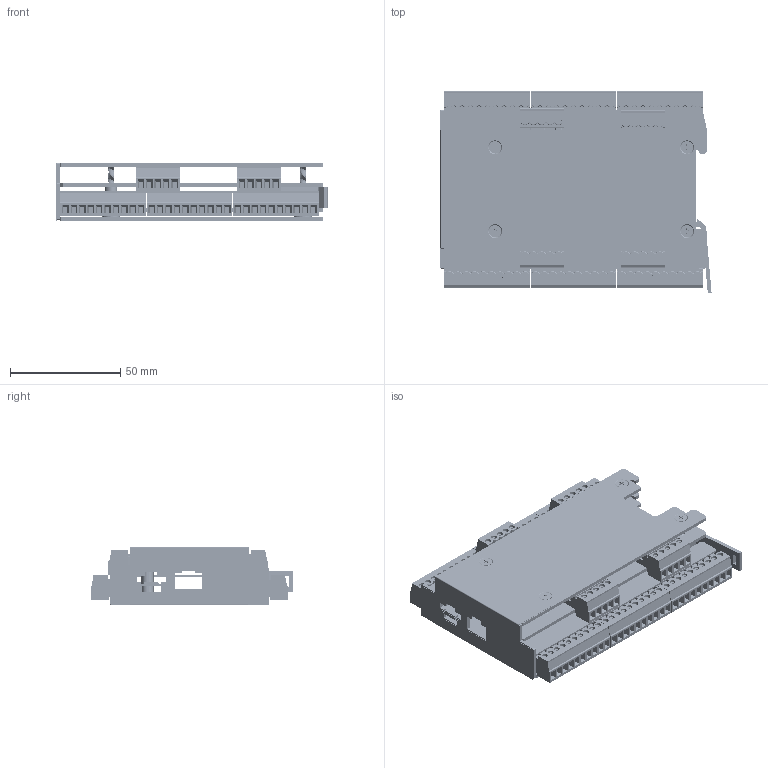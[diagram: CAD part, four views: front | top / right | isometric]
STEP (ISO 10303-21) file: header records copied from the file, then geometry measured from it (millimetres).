
FILE_DESCRIPTION(/* description */ ('dw25X-XA'),/* implementation_level */ '2;1');
FILE_NAME(/* name */ 'dw250-XAIO WEB.step',/* time_stamp */ '2024-08-26T09:30:46-07:00',/* author */ (''),/* organization */ (''),/* preprocessor_version */ 'ST-DEVELOPER v20',/* originating_system */ 'Autodesk Translation Framework v13.14.0.145',/* authorisation */ '');
FILE_SCHEMA (('AUTOMOTIVE_DESIGN { 1 0 10303 214 3 1 1 }'));
Products named in the file (17): dw25X-XA; AC504091iD; LA504081iD; AC504081iD; keystone-PN24886; FE504097iD; FY504267; BG504310; CI504194; AC504239iC; AC504198iB; AH504308iB; CUI_DEVICES_TBP02R1-381-05BE; AC504322iB; FY504644; CI504498; HJ504326r4_Installed-XA
Assembly tree (39 placements, depth 3):
  dw25X-XA
    AC504091iD
    BG504310  x4
    LA504081iD
      keystone-PN24886  x4
      AC504081iD
    FE504097iD
    FY504267  x4
    CI504194  x6
    AC504239iC
    AC504198iB
    AH504308iB
      CUI_DEVICES_TBP02R1-381-05BE  x4
    AC504322iB
    FY504644  x4
    CI504498  x4
    HJ504326r4_Installed-XA
Bounding box: 122.9 x 91.99 x 26.5 mm (x, y, z)
Volume: 90077.6 mm3; surface area: 117120 mm2
Topology: 46 solids, 50 shells, 6964 faces, 17770 edges, 11056 vertices
Faces by surface type: plane 3555, cylinder 2545, sphere 320, bspline 236, torus 160, cone 148
Full cylindrical faces by diameter (mm): 0.7 x8, 1.2 x4, 1.6 x4, 1.8 x20, 2.1 x80, 2.2 x8, 2.323 x88, 2.35 x92, 2.7 x80, 3 x188, 3.3 x4, 3.4 x8, 3.5 x86, 3.556 x4, 3.6 x2, 4.089 x4, 4.22 x4, 5 x2, 5.563 x4, 7.938 x4
Entity records: 73834 total; most frequent: CARTESIAN_POINT 28240, ORIENTED_EDGE 9435, DIRECTION 9045, EDGE_CURVE 4721, LINE 3235, VECTOR 3235, VERTEX_POINT 3029, AXIS2_PLACEMENT_3D 2905
